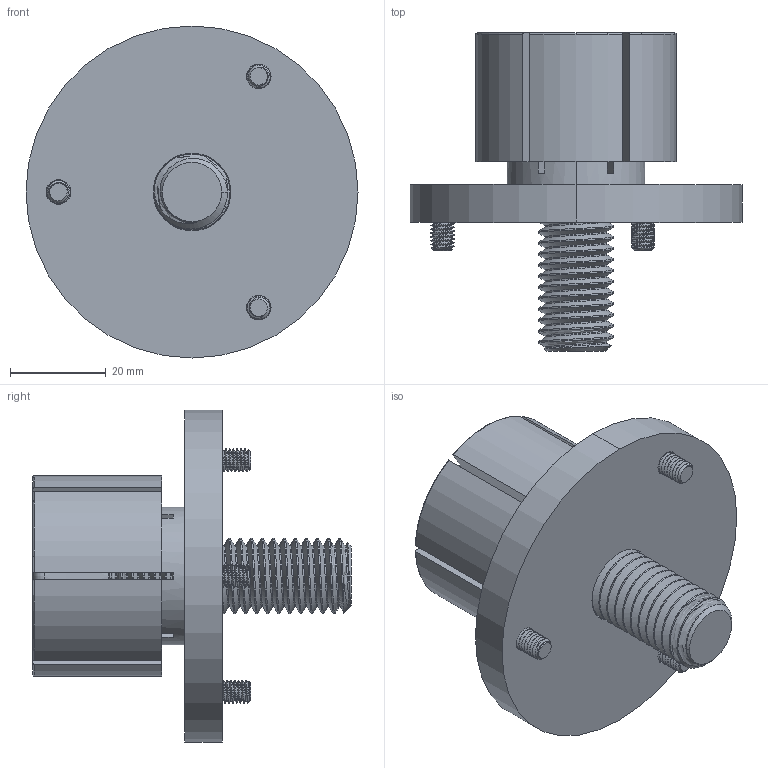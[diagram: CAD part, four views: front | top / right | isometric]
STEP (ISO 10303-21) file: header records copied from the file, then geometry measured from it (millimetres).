
FILE_DESCRIPTION (( 'STEP AP214' ), '1' );
FILE_NAME ('31300DD for Step as Part.STEP', '2022-03-11T20:03:22', ( '' ), ( '' ), 'SwSTEP 2.0', 'SolidWorks 2021', '' );
FILE_SCHEMA (( 'AUTOMOTIVE_DESIGN' ));
Length unit declared in the file: inch
Products named in the file (1): 31300DD for Step as Part
Bounding box: 69.47 x 66.67 x 69.47 mm (x, y, z)
Volume: 68603.7 mm3; surface area: 27175.6 mm2
Topology: 5 solids, 5 shells, 426 faces, 1147 edges, 736 vertices
Faces by surface type: cylinder 255, cone 72, plane 69, torus 22, bspline 8
Entity records: 26187 total; most frequent: CARTESIAN_POINT 11277, ORIENTED_EDGE 2294, DIRECTION 1644, EDGE_CURVE 1147, VERTEX_POINT 736, AXIS2_PLACEMENT_3D 622, EDGE_LOOP 439, UNCERTAINTY_MEASURE_WITH_UNIT 433
